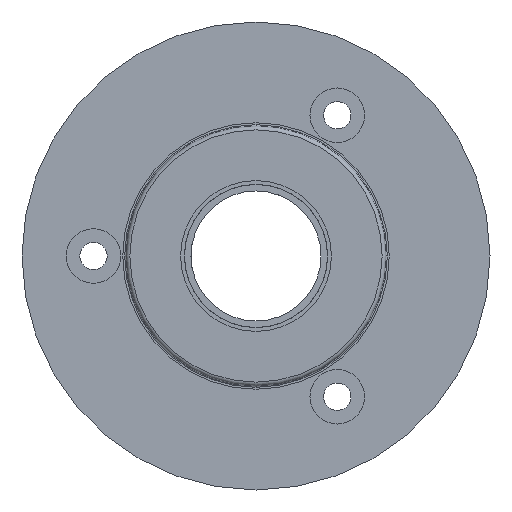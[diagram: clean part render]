
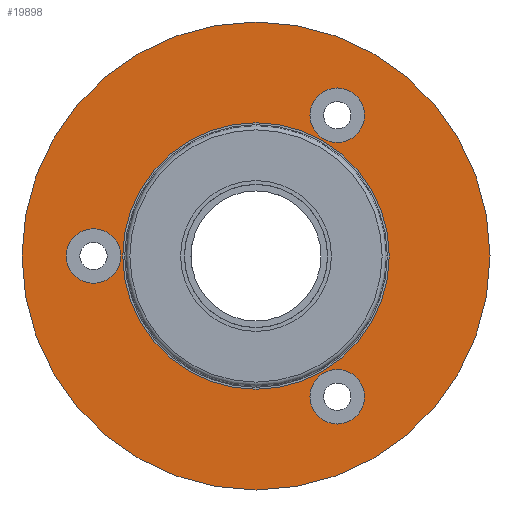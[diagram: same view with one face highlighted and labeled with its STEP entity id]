
A CAD part, left-side view. The second image highlights one B-rep face of the part: STEP entity #19898.
In plain terms, the highlighted planar face has unit normal (-1, 0, 0).
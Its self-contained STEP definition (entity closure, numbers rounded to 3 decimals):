
#139 = DIRECTION ( 'NONE',  ( 1., 0., 0. ) ) ;
#2714 = DIRECTION ( 'NONE',  ( 0., 1., 0. ) ) ;
#3393 = EDGE_CURVE ( 'NONE', #52761, #52761, #47359, .T. ) ;
#4000 = CIRCLE ( 'NONE', #5715, 2.1 ) ;
#5715 = AXIS2_PLACEMENT_3D ( 'NONE', #46522, #25810, #38370 ) ;
#6200 = AXIS2_PLACEMENT_3D ( 'NONE', #30594, #14183, #38785 ) ;
#6871 = CIRCLE ( 'NONE', #37405, 7.5 ) ;
#7349 = CARTESIAN_POINT ( 'NONE',  ( 2.8, 7.5, 0. ) ) ;
#8248 = VERTEX_POINT ( 'NONE', #25185 ) ;
#8830 = CIRCLE ( 'NONE', #6200, 2.1 ) ;
#9645 = CIRCLE ( 'NONE', #14875, 18. ) ;
#11179 = ORIENTED_EDGE ( 'NONE', *, *, #28992, .T. ) ;
#11937 = FACE_OUTER_BOUND ( 'NONE', #40778, .T. ) ;
#11959 = CARTESIAN_POINT ( 'NONE',  ( 2.8, -6.25, 10.825 ) ) ;
#14069 = DIRECTION ( 'NONE',  ( 1., 0., 0. ) ) ;
#14133 = EDGE_LOOP ( 'NONE', ( #27273 ) ) ;
#14183 = DIRECTION ( 'NONE',  ( 1., 0., 0. ) ) ;
#14875 = AXIS2_PLACEMENT_3D ( 'NONE', #25007, #139, #18050 ) ;
#15083 = VERTEX_POINT ( 'NONE', #19185 ) ;
#15524 = PLANE ( 'NONE',  #30566 ) ;
#15675 = EDGE_CURVE ( 'NONE', #15083, #15083, #9645, .T. ) ;
#15811 = FACE_BOUND ( 'NONE', #18689, .T. ) ;
#18050 = DIRECTION ( 'NONE',  ( 0., 1., 0. ) ) ;
#18689 = EDGE_LOOP ( 'NONE', ( #38473 ) ) ;
#19185 = CARTESIAN_POINT ( 'NONE',  ( 2.8, 18., 0. ) ) ;
#19893 = FACE_BOUND ( 'NONE', #47694, .T. ) ;
#19898 = ADVANCED_FACE ( 'NONE', ( #36029, #19893, #15811, #24286, #11937 ), #15524, .T. ) ;
#23580 = CARTESIAN_POINT ( 'NONE',  ( 2.8, -4.15, 10.825 ) ) ;
#24286 = FACE_BOUND ( 'NONE', #14133, .T. ) ;
#24938 = EDGE_CURVE ( 'NONE', #44593, #44593, #6871, .T. ) ;
#25007 = CARTESIAN_POINT ( 'NONE',  ( 2.8, 0., 0. ) ) ;
#25185 = CARTESIAN_POINT ( 'NONE',  ( 2.8, 14.6, 0. ) ) ;
#25810 = DIRECTION ( 'NONE',  ( 1., 0., 0. ) ) ;
#27273 = ORIENTED_EDGE ( 'NONE', *, *, #24938, .T. ) ;
#28779 = ORIENTED_EDGE ( 'NONE', *, *, #15675, .F. ) ;
#28992 = EDGE_CURVE ( 'NONE', #41052, #41052, #8830, .T. ) ;
#30566 = AXIS2_PLACEMENT_3D ( 'NONE', #7349, #32750, #41210 ) ;
#30594 = CARTESIAN_POINT ( 'NONE',  ( 2.8, -6.25, -10.825 ) ) ;
#31017 = CARTESIAN_POINT ( 'NONE',  ( 2.8, 0., 0. ) ) ;
#32750 = DIRECTION ( 'NONE',  ( -1., 0., 0. ) ) ;
#35391 = DIRECTION ( 'NONE',  ( 0., 1., 0. ) ) ;
#36029 = FACE_BOUND ( 'NONE', #51058, .T. ) ;
#36416 = CARTESIAN_POINT ( 'NONE',  ( 2.8, 7.5, 0. ) ) ;
#37405 = AXIS2_PLACEMENT_3D ( 'NONE', #31017, #14069, #35391 ) ;
#38370 = DIRECTION ( 'NONE',  ( 0., 1., 0. ) ) ;
#38473 = ORIENTED_EDGE ( 'NONE', *, *, #3393, .T. ) ;
#38785 = DIRECTION ( 'NONE',  ( 0., 1., 0. ) ) ;
#40778 = EDGE_LOOP ( 'NONE', ( #28779 ) ) ;
#41052 = VERTEX_POINT ( 'NONE', #44307 ) ;
#41210 = DIRECTION ( 'NONE',  ( 0., -1., 0. ) ) ;
#44307 = CARTESIAN_POINT ( 'NONE',  ( 2.8, -4.15, -10.825 ) ) ;
#44593 = VERTEX_POINT ( 'NONE', #36416 ) ;
#46522 = CARTESIAN_POINT ( 'NONE',  ( 2.8, 12.5, 0. ) ) ;
#46860 = EDGE_CURVE ( 'NONE', #8248, #8248, #4000, .T. ) ;
#47296 = ORIENTED_EDGE ( 'NONE', *, *, #46860, .T. ) ;
#47359 = CIRCLE ( 'NONE', #48288, 2.1 ) ;
#47694 = EDGE_LOOP ( 'NONE', ( #11179 ) ) ;
#48288 = AXIS2_PLACEMENT_3D ( 'NONE', #11959, #53739, #2714 ) ;
#51058 = EDGE_LOOP ( 'NONE', ( #47296 ) ) ;
#52761 = VERTEX_POINT ( 'NONE', #23580 ) ;
#53739 = DIRECTION ( 'NONE',  ( 1., 0., 0. ) ) ;
